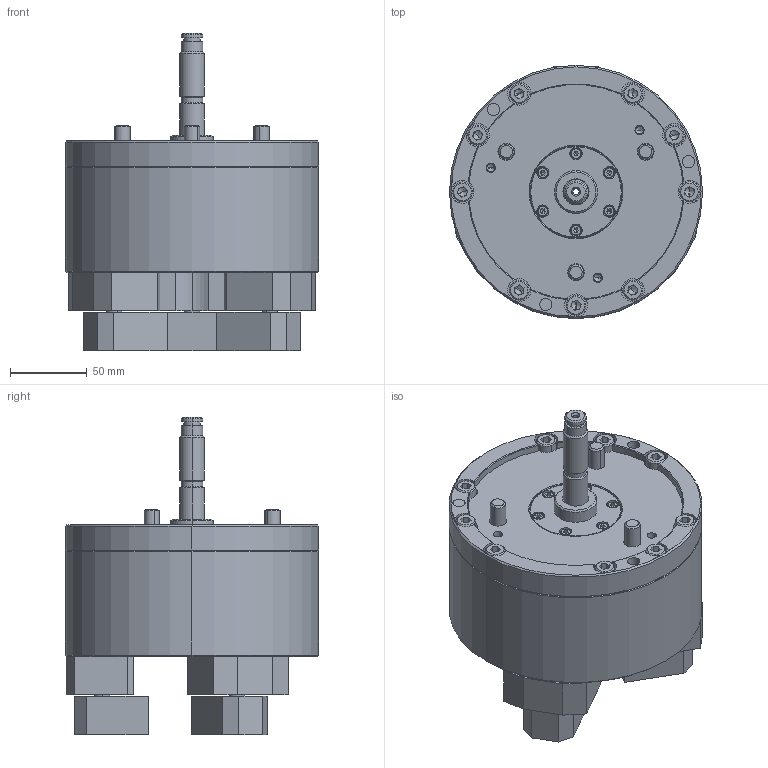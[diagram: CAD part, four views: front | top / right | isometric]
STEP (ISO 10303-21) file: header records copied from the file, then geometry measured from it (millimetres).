
FILE_DESCRIPTION (( 'STEP AP203' ), '1' );
FILE_NAME ('CF-3J-06.STEP', '2018-10-04T08:21:57', ( '' ), ( '' ), 'SwSTEP 2.0', 'SolidWorks 2016', '' );
FILE_SCHEMA (( 'CONFIG_CONTROL_DESIGN' ));
Length unit declared in the file: millimetre
Products named in the file (12): CF-3J-06-03000; CF-3J-06; CF-3J-06-04000; 圓頭內六角螺栓_M4x10; CF-3J-06-10000; 圓頭內六角螺栓_M10x20; CF-3J-06-01000; CF-3J-06-05000; 圓頭內六角螺栓_M10x85; CF-3J-06-09000; 圓頭內六角螺栓_M8x16; CF-3J-06-13000
Assembly tree (34 placements, depth 2):
  CF-3J-06
    CF-3J-06-01000
    CF-3J-06-04000  x3
    CF-3J-06-03000  x3
    CF-3J-06-13000  x3
    CF-3J-06-09000
    CF-3J-06-05000
    CF-3J-06-10000
    圓頭內六角螺栓_M4x10  x6
    圓頭內六角螺栓_M8x16  x9
    圓頭內六角螺栓_M10x20  x3
    圓頭內六角螺栓_M10x85  x3
Bounding box: 165 x 165 x 206.9 mm (x, y, z)
Volume: 1964202.1 mm3; surface area: 268429.2 mm2
Topology: 34 solids, 34 shells, 1031 faces, 2362 edges, 1431 vertices
Faces by surface type: plane 455, cylinder 345, cone 225, torus 6
Entity records: 16809 total; most frequent: DIRECTION 2901, CARTESIAN_POINT 2517, ORIENTED_EDGE 2340, AXIS2_PLACEMENT_3D 1194, EDGE_CURVE 1170, VERTEX_POINT 738, EDGE_LOOP 654, CIRCLE 639
